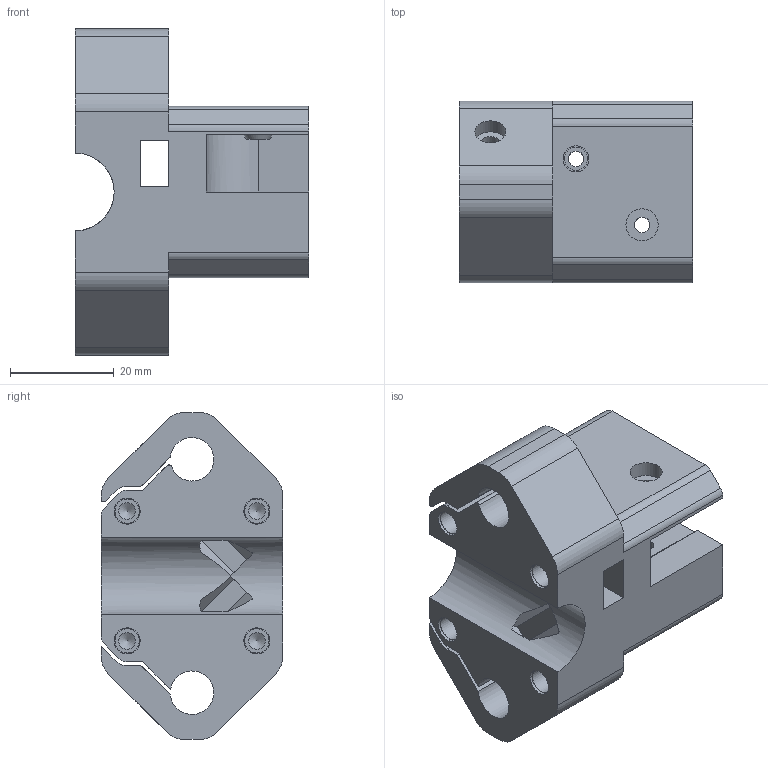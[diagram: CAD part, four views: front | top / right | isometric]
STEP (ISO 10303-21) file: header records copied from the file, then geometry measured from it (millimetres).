
FILE_DESCRIPTION(/* description */ (''),/* implementation_level */ '2;1');
FILE_NAME(/* name */ 'YCarriage.step',/* time_stamp */ '2020-11-09T19:19:35-05:00',/* author */ (''),/* organization */ (''),/* preprocessor_version */ 'ST-DEVELOPER v18.1',/* originating_system */ 'Autodesk Translation Framework v9.3.0.1241',/* authorisation */ '');
FILE_SCHEMA (('AUTOMOTIVE_DESIGN { 1 0 10303 214 3 1 1 }'));
Length unit declared in the file: millimetre
Products named in the file (1): Y Carriage 1
Bounding box: 45 x 35 x 63 mm (x, y, z)
Volume: 43575.9 mm3; surface area: 16516.3 mm2
Topology: 1 solids, 1 shells, 143 faces, 358 edges, 237 vertices
Faces by surface type: plane 80, cylinder 56, cone 7
Full cylindrical faces by diameter (mm): 3 x4, 3.2 x4, 3.5 x4, 4.5 x2, 4.7 x4, 5 x6, 6 x2, 6.2 x2
Entity records: 4361 total; most frequent: DIRECTION 771, CARTESIAN_POINT 735, ORIENTED_EDGE 708, EDGE_CURVE 354, AXIS2_PLACEMENT_3D 273, VERTEX_POINT 237, LINE 225, VECTOR 225
